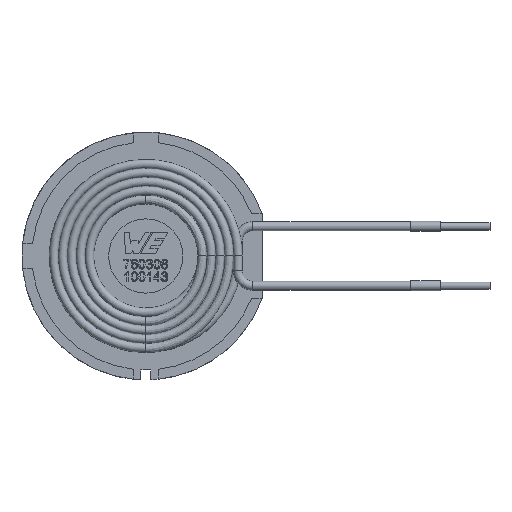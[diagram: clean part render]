
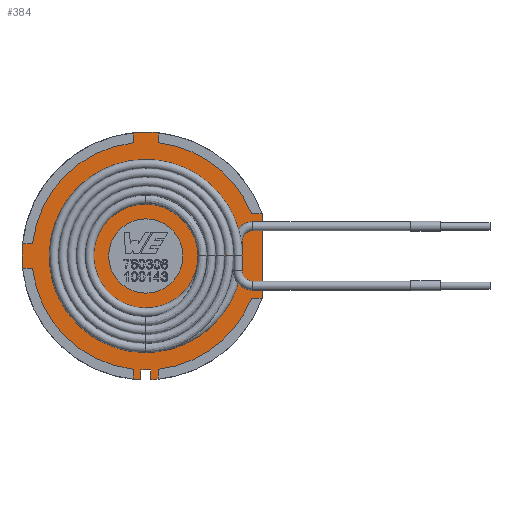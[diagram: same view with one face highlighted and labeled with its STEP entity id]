
A CAD part, top view. The second image highlights one B-rep face of the part: STEP entity #384.
In plain terms, the highlighted planar face has unit normal (0, 0, 1).
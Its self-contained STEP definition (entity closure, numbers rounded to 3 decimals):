
#384 = ADVANCED_FACE( '', ( #870, #871 ), #872, .F. );
#870 = FACE_BOUND( '', #2205, .T. );
#871 = FACE_OUTER_BOUND( '', #2206, .T. );
#872 = PLANE( '', #2207 );
#2205 = EDGE_LOOP( '', ( #4089 ) );
#2206 = EDGE_LOOP( '', ( #4090, #4091, #4092, #4093, #4094, #4095, #4096, #4097, #4098, #4099, #4100, #4101, #4102, #4103, #4104, #4105, #4106, #4107, #4108, #4109 ) );
#2207 = AXIS2_PLACEMENT_3D( '', #4110, #4111, #4112 );
#4089 = ORIENTED_EDGE( '', *, *, #5402, .T. );
#4090 = ORIENTED_EDGE( '', *, *, #5226, .F. );
#4091 = ORIENTED_EDGE( '', *, *, #5403, .T. );
#4092 = ORIENTED_EDGE( '', *, *, #5172, .F. );
#4093 = ORIENTED_EDGE( '', *, *, #5404, .T. );
#4094 = ORIENTED_EDGE( '', *, *, #5405, .F. );
#4095 = ORIENTED_EDGE( '', *, *, #5406, .T. );
#4096 = ORIENTED_EDGE( '', *, *, #5407, .F. );
#4097 = ORIENTED_EDGE( '', *, *, #5234, .T. );
#4098 = ORIENTED_EDGE( '', *, *, #5408, .F. );
#4099 = ORIENTED_EDGE( '', *, *, #5409, .T. );
#4100 = ORIENTED_EDGE( '', *, *, #5410, .F. );
#4101 = ORIENTED_EDGE( '', *, *, #5411, .T. );
#4102 = ORIENTED_EDGE( '', *, *, #5412, .F. );
#4103 = ORIENTED_EDGE( '', *, *, #5237, .T. );
#4104 = ORIENTED_EDGE( '', *, *, #5413, .F. );
#4105 = ORIENTED_EDGE( '', *, *, #5414, .F. );
#4106 = ORIENTED_EDGE( '', *, *, #5271, .F. );
#4107 = ORIENTED_EDGE( '', *, *, #5415, .T. );
#4108 = ORIENTED_EDGE( '', *, *, #5416, .F. );
#4109 = ORIENTED_EDGE( '', *, *, #5417, .T. );
#4110 = CARTESIAN_POINT( '', ( 0., 0., 2. ) );
#4111 = DIRECTION( '', ( 0., 0., -1. ) );
#4112 = DIRECTION( '', ( -1., 0., 0. ) );
#5172 = EDGE_CURVE( '', #5737, #5740, #5741, .T. );
#5226 = EDGE_CURVE( '', #5830, #5833, #5834, .T. );
#5234 = EDGE_CURVE( '', #5847, #5845, #5848, .T. );
#5237 = EDGE_CURVE( '', #5851, #5852, #5853, .T. );
#5271 = EDGE_CURVE( '', #5907, #5909, #5910, .T. );
#5402 = EDGE_CURVE( '', #6116, #6116, #6117, .T. );
#5403 = EDGE_CURVE( '', #5830, #5740, #6118, .T. );
#5404 = EDGE_CURVE( '', #5737, #6119, #6120, .T. );
#5405 = EDGE_CURVE( '', #6121, #6119, #6122, .T. );
#5406 = EDGE_CURVE( '', #6121, #6123, #6124, .T. );
#5407 = EDGE_CURVE( '', #5847, #6123, #6125, .F. );
#5408 = EDGE_CURVE( '', #6126, #5845, #6127, .T. );
#5409 = EDGE_CURVE( '', #6126, #6128, #6129, .T. );
#5410 = EDGE_CURVE( '', #6130, #6128, #6131, .F. );
#5411 = EDGE_CURVE( '', #6130, #6132, #6133, .T. );
#5412 = EDGE_CURVE( '', #5851, #6132, #6134, .T. );
#5413 = EDGE_CURVE( '', #6135, #5852, #6136, .F. );
#5414 = EDGE_CURVE( '', #5909, #6135, #6137, .T. );
#5415 = EDGE_CURVE( '', #5907, #6138, #6139, .T. );
#5416 = EDGE_CURVE( '', #6140, #6138, #6141, .F. );
#5417 = EDGE_CURVE( '', #6140, #5833, #6142, .T. );
#5737 = VERTEX_POINT( '', #6644 );
#5740 = VERTEX_POINT( '', #6648 );
#5741 = LINE( '', #6649, #6650 );
#5830 = VERTEX_POINT( '', #7062 );
#5833 = VERTEX_POINT( '', #7066 );
#5834 = CIRCLE( '', #7067, 23. );
#5845 = VERTEX_POINT( '', #7112 );
#5847 = VERTEX_POINT( '', #7115 );
#5848 = LINE( '', #7116, #7117 );
#5851 = VERTEX_POINT( '', #7121 );
#5852 = VERTEX_POINT( '', #7122 );
#5853 = LINE( '', #7123, #7124 );
#5907 = VERTEX_POINT( '', #7323 );
#5909 = VERTEX_POINT( '', #7326 );
#5910 = LINE( '', #7327, #7328 );
#6116 = VERTEX_POINT( '', #7962 );
#6117 = CIRCLE( '', #7963, 7.5 );
#6118 = LINE( '', #7964, #7965 );
#6119 = VERTEX_POINT( '', #7966 );
#6120 = LINE( '', #7967, #7968 );
#6121 = VERTEX_POINT( '', #7969 );
#6122 = CIRCLE( '', #7970, 23. );
#6123 = VERTEX_POINT( '', #7971 );
#6124 = LINE( '', #7972, #7973 );
#6125 = CIRCLE( '', #7974, 25. );
#6126 = VERTEX_POINT( '', #7975 );
#6127 = CIRCLE( '', #7976, 23. );
#6128 = VERTEX_POINT( '', #7977 );
#6129 = LINE( '', #7978, #7979 );
#6130 = VERTEX_POINT( '', #7980 );
#6131 = CIRCLE( '', #7981, 25. );
#6132 = VERTEX_POINT( '', #7982 );
#6133 = LINE( '', #7983, #7984 );
#6134 = CIRCLE( '', #7985, 23. );
#6135 = VERTEX_POINT( '', #7986 );
#6136 = CIRCLE( '', #7987, 25. );
#6137 = LINE( '', #7988, #7989 );
#6138 = VERTEX_POINT( '', #7990 );
#6139 = LINE( '', #7991, #7992 );
#6140 = VERTEX_POINT( '', #7993 );
#6141 = CIRCLE( '', #7994, 25. );
#6142 = LINE( '', #7995, #7996 );
#6644 = CARTESIAN_POINT( '', ( 23.5, 8.529, 2. ) );
#6648 = CARTESIAN_POINT( '', ( 23.5, -8.529, 2. ) );
#6649 = CARTESIAN_POINT( '', ( 23.5, 25., 2. ) );
#6650 = VECTOR( '', #8778, 1000. );
#7062 = CARTESIAN_POINT( '', ( 21.36, -8.529, 2. ) );
#7066 = CARTESIAN_POINT( '', ( 2.5, -22.864, 2. ) );
#7067 = AXIS2_PLACEMENT_3D( '', #8807, #8808, #8809 );
#7112 = CARTESIAN_POINT( '', ( -2.5, 22.864, 2. ) );
#7115 = CARTESIAN_POINT( '', ( -2.5, 24.875, 2. ) );
#7116 = CARTESIAN_POINT( '', ( -2.5, 25., 2. ) );
#7117 = VECTOR( '', #8816, 1000. );
#7121 = CARTESIAN_POINT( '', ( -2.5, -22.864, 2. ) );
#7122 = CARTESIAN_POINT( '', ( -2.5, -24.875, 2. ) );
#7123 = CARTESIAN_POINT( '', ( -2.5, -2.5, 2. ) );
#7124 = VECTOR( '', #8818, 1000. );
#7323 = CARTESIAN_POINT( '', ( 1., -23., 2. ) );
#7326 = CARTESIAN_POINT( '', ( -1., -23., 2. ) );
#7327 = CARTESIAN_POINT( '', ( 1., -23., 2. ) );
#7328 = VECTOR( '', #8839, 1000. );
#7962 = CARTESIAN_POINT( '', ( 0., 7.5, 2. ) );
#7963 = AXIS2_PLACEMENT_3D( '', #8934, #8935, #8936 );
#7964 = CARTESIAN_POINT( '', ( 0., -8.529, 2. ) );
#7965 = VECTOR( '', #8937, 1000. );
#7966 = CARTESIAN_POINT( '', ( 21.36, 8.529, 2. ) );
#7967 = CARTESIAN_POINT( '', ( 23.5, 8.529, 2. ) );
#7968 = VECTOR( '', #8938, 1000. );
#7969 = CARTESIAN_POINT( '', ( 2.5, 22.864, 2. ) );
#7970 = AXIS2_PLACEMENT_3D( '', #8939, #8940, #8941 );
#7971 = CARTESIAN_POINT( '', ( 2.5, 24.875, 2. ) );
#7972 = CARTESIAN_POINT( '', ( 2.5, 2.5, 2. ) );
#7973 = VECTOR( '', #8942, 1000. );
#7974 = AXIS2_PLACEMENT_3D( '', #8943, #8944, #8945 );
#7975 = CARTESIAN_POINT( '', ( -22.864, 2.5, 2. ) );
#7976 = AXIS2_PLACEMENT_3D( '', #8946, #8947, #8948 );
#7977 = CARTESIAN_POINT( '', ( -24.875, 2.5, 2. ) );
#7978 = CARTESIAN_POINT( '', ( -2.5, 2.5, 2. ) );
#7979 = VECTOR( '', #8949, 1000. );
#7980 = CARTESIAN_POINT( '', ( -24.875, -2.5, 2. ) );
#7981 = AXIS2_PLACEMENT_3D( '', #8950, #8951, #8952 );
#7982 = CARTESIAN_POINT( '', ( -22.864, -2.5, 2. ) );
#7983 = CARTESIAN_POINT( '', ( -25., -2.5, 2. ) );
#7984 = VECTOR( '', #8953, 1000. );
#7985 = AXIS2_PLACEMENT_3D( '', #8954, #8955, #8956 );
#7986 = CARTESIAN_POINT( '', ( -1., -24.98, 2. ) );
#7987 = AXIS2_PLACEMENT_3D( '', #8957, #8958, #8959 );
#7988 = CARTESIAN_POINT( '', ( -1., -23., 2. ) );
#7989 = VECTOR( '', #8960, 1000. );
#7990 = CARTESIAN_POINT( '', ( 1., -24.98, 2. ) );
#7991 = CARTESIAN_POINT( '', ( 1., 0., 2. ) );
#7992 = VECTOR( '', #8961, 1000. );
#7993 = CARTESIAN_POINT( '', ( 2.5, -24.875, 2. ) );
#7994 = AXIS2_PLACEMENT_3D( '', #8962, #8963, #8964 );
#7995 = CARTESIAN_POINT( '', ( 2.5, -25., 2. ) );
#7996 = VECTOR( '', #8965, 1000. );
#8778 = DIRECTION( '', ( 0., -1., 0. ) );
#8807 = CARTESIAN_POINT( '', ( 0., 0., 2. ) );
#8808 = DIRECTION( '', ( 0., 0., -1. ) );
#8809 = DIRECTION( '', ( -1., 0., 0. ) );
#8816 = DIRECTION( '', ( 0., -1., 0. ) );
#8818 = DIRECTION( '', ( 0., -1., 0. ) );
#8839 = DIRECTION( '', ( -1., 0., 0. ) );
#8934 = CARTESIAN_POINT( '', ( 0., 0., 2. ) );
#8935 = DIRECTION( '', ( 0., 0., -1. ) );
#8936 = DIRECTION( '', ( 0., 1., 0. ) );
#8937 = DIRECTION( '', ( 1., 0., 0. ) );
#8938 = DIRECTION( '', ( -1., 0., 0. ) );
#8939 = CARTESIAN_POINT( '', ( 0., 0., 2. ) );
#8940 = DIRECTION( '', ( 0., 0., -1. ) );
#8941 = DIRECTION( '', ( -1., 0., 0. ) );
#8942 = DIRECTION( '', ( 0., 1., 0. ) );
#8943 = CARTESIAN_POINT( '', ( 0., 0., 2. ) );
#8944 = DIRECTION( '', ( 0., 0., 1. ) );
#8945 = DIRECTION( '', ( 1., 0., 0. ) );
#8946 = CARTESIAN_POINT( '', ( 0., 0., 2. ) );
#8947 = DIRECTION( '', ( 0., 0., -1. ) );
#8948 = DIRECTION( '', ( -1., 0., 0. ) );
#8949 = DIRECTION( '', ( -1., 0., 0. ) );
#8950 = CARTESIAN_POINT( '', ( 0., 0., 2. ) );
#8951 = DIRECTION( '', ( 0., 0., 1. ) );
#8952 = DIRECTION( '', ( 1., 0., 0. ) );
#8953 = DIRECTION( '', ( 1., 0., 0. ) );
#8954 = CARTESIAN_POINT( '', ( 0., 0., 2. ) );
#8955 = DIRECTION( '', ( 0., 0., -1. ) );
#8956 = DIRECTION( '', ( -1., 0., 0. ) );
#8957 = CARTESIAN_POINT( '', ( 0., 0., 2. ) );
#8958 = DIRECTION( '', ( 0., 0., 1. ) );
#8959 = DIRECTION( '', ( 1., 0., 0. ) );
#8960 = DIRECTION( '', ( 0., -1., 0. ) );
#8961 = DIRECTION( '', ( 0., -1., 0. ) );
#8962 = CARTESIAN_POINT( '', ( 0., 0., 2. ) );
#8963 = DIRECTION( '', ( 0., 0., 1. ) );
#8964 = DIRECTION( '', ( 1., 0., 0. ) );
#8965 = DIRECTION( '', ( 0., 1., 0. ) );
